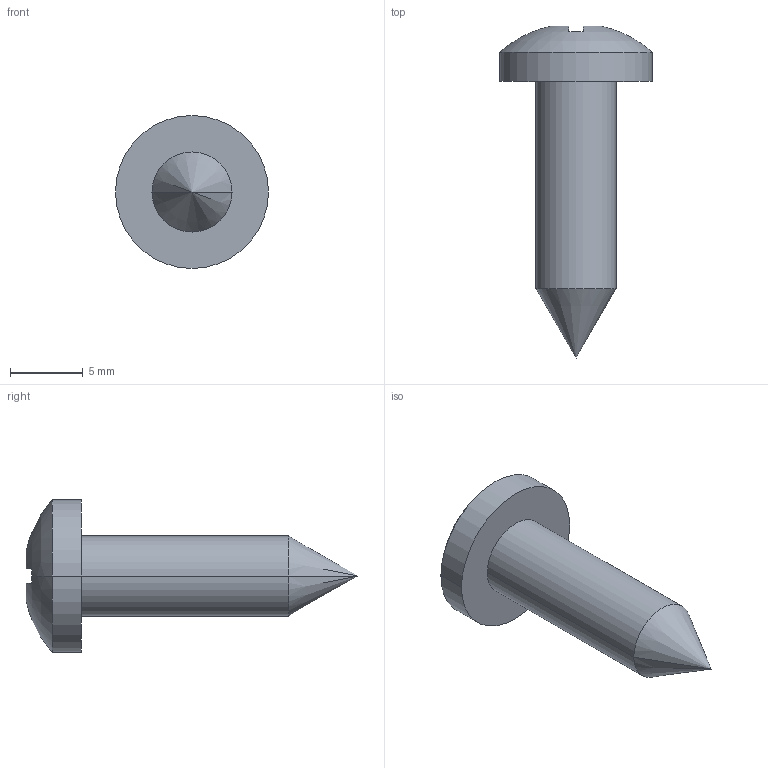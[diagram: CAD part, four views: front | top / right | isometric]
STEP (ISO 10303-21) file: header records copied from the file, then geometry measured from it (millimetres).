
FILE_DESCRIPTION((''),'2;1');
FILE_NAME('11036_SAMOREZNI_VIJAK_5-5X19','2022-09-16T13:32:22',('PredragRovcanin'),('Audax d.o.o.'),'CREO PARAMETRIC BY PTC INC, 2020281','CREO PARAMETRIC BY PTC INC, 2020281','');
FILE_SCHEMA(('AUTOMOTIVE_DESIGN { 1 0 10303 214 1 1 1 1 }'));
Length unit declared in the file: millimetre
Products named in the file (1): 11036_SAMOREZNI_VIJAK_5-5X19
Bounding box: 10.5 x 22.8 x 10.5 mm (x, y, z)
Volume: 619.8 mm3; surface area: 547.8 mm2
Topology: 1 solids, 1 shells, 38 faces, 83 edges, 49 vertices
Faces by surface type: plane 22, cone 10, cylinder 4, sphere 2
Entity records: 1848 total; most frequent: COLOUR_RGB 321, CARTESIAN_POINT 309, DIRECTION 175, ORIENTED_EDGE 156, PRESENTATION_STYLE_ASSIGNMENT 82, STYLED_ITEM 82, CURVE_STYLE 81, EDGE_CURVE 78
